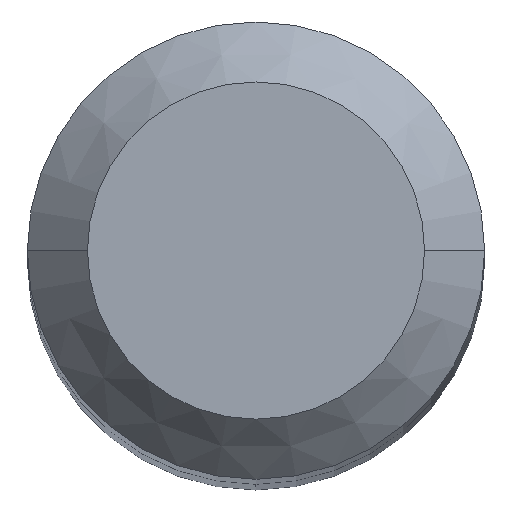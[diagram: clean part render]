
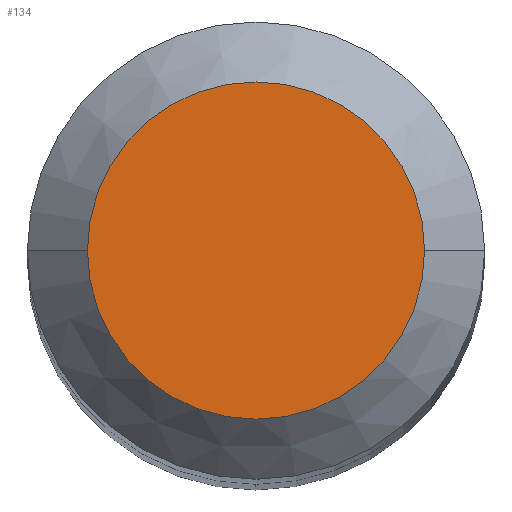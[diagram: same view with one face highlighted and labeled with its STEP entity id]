
A CAD part, top view. The second image highlights one B-rep face of the part: STEP entity #134.
In plain terms, the highlighted planar face has unit normal (0, 0, 1).
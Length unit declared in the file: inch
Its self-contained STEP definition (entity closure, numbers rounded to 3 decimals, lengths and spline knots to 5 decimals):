
#2 = PLANE ( 'NONE',  #358 ) ;
#22 = DIRECTION ( 'NONE',  ( 0., 0., 1. ) ) ;
#30 = CARTESIAN_POINT ( 'NONE',  ( 0., 0., 0. ) ) ;
#66 = FACE_OUTER_BOUND ( 'NONE', #311, .T. ) ;
#71 = CARTESIAN_POINT ( 'NONE',  ( 0., 0., 0. ) ) ;
#96 = VERTEX_POINT ( 'NONE', #116 ) ;
#97 = EDGE_CURVE ( 'NONE', #158, #96, #139, .T. ) ;
#110 = CARTESIAN_POINT ( 'NONE',  ( 0.08775, 0., 0. ) ) ;
#115 = DIRECTION ( 'NONE',  ( 1., 0., 0. ) ) ;
#116 = CARTESIAN_POINT ( 'NONE',  ( -0.08775, 0., 0. ) ) ;
#134 = ADVANCED_FACE ( 'NONE', ( #66 ), #2, .F. ) ;
#139 = CIRCLE ( 'NONE', #201, 0.08775 ) ;
#158 = VERTEX_POINT ( 'NONE', #110 ) ;
#160 = EDGE_CURVE ( 'NONE', #96, #158, #284, .T. ) ;
#167 = DIRECTION ( 'NONE',  ( -1., 0., 0. ) ) ;
#177 = DIRECTION ( 'NONE',  ( 0., 0., 1. ) ) ;
#201 = AXIS2_PLACEMENT_3D ( 'NONE', #30, #22, #262 ) ;
#231 = DIRECTION ( 'NONE',  ( 0., 0., -1. ) ) ;
#244 = ORIENTED_EDGE ( 'NONE', *, *, #97, .T. ) ;
#262 = DIRECTION ( 'NONE',  ( 1., 0., 0. ) ) ;
#277 = ORIENTED_EDGE ( 'NONE', *, *, #160, .T. ) ;
#284 = CIRCLE ( 'NONE', #324, 0.08775 ) ;
#311 = EDGE_LOOP ( 'NONE', ( #277, #244 ) ) ;
#324 = AXIS2_PLACEMENT_3D ( 'NONE', #71, #177, #115 ) ;
#358 = AXIS2_PLACEMENT_3D ( 'NONE', #369, #231, #167 ) ;
#369 = CARTESIAN_POINT ( 'NONE',  ( 0., 0., 0. ) ) ;
